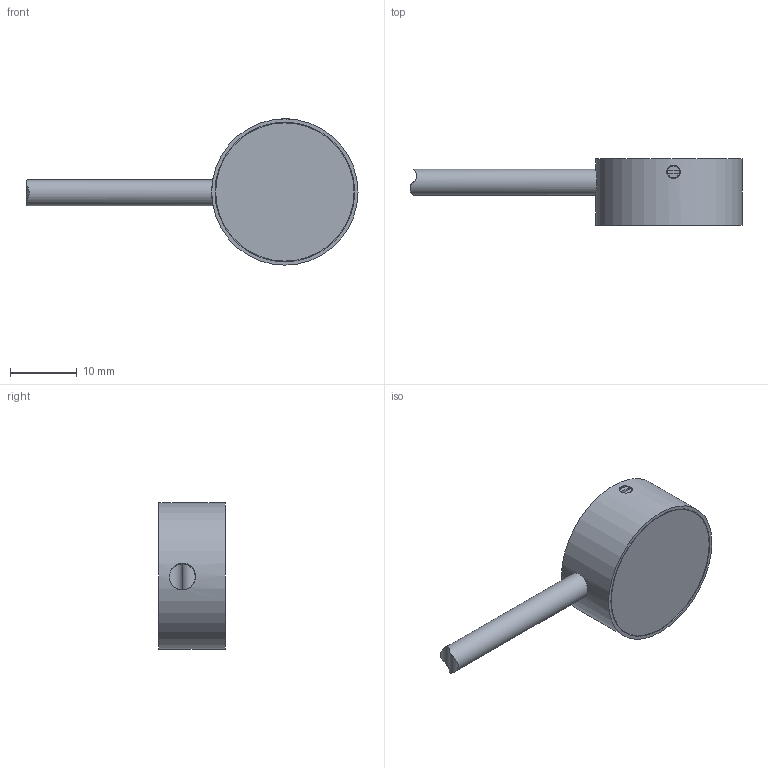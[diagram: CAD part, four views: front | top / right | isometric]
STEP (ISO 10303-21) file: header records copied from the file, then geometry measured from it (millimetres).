
FILE_DESCRIPTION(/* description */ (''),/* implementation_level */ '2;1');
FILE_NAME(/* name */ '406120_Shrinkwrap_1.stp',/* time_stamp */ '2021-07-20T11:32:16+02:00',/* author */ ('Krieger Anja'),/* organization */ (''),/* preprocessor_version */ 'ST-DEVELOPER v18.1',/* originating_system */ 'Autodesk Inventor 2021',/* authorisation */ '');
FILE_SCHEMA (('AUTOMOTIVE_DESIGN { 1 0 10303 214 3 1 1 }'));
Length unit declared in the file: millimetre
Products named in the file (1): 406120_Shrinkwrap_1
Bounding box: 49.92 x 10 x 22 mm (x, y, z)
Volume: 1554.1 mm3; surface area: 4416 mm2
Topology: 1 solids, 1 shells, 37 faces, 107 edges, 73 vertices
Faces by surface type: plane 21, cylinder 15, bspline 1
Full cylindrical faces by diameter (mm): 1.8 x1, 2 x2, 3 x2, 3.9 x1, 4 x1, 19.6 x1, 20.8 x1, 21 x1, 22 x1
Entity records: 1684 total; most frequent: CARTESIAN_POINT 604, ORIENTED_EDGE 212, DIRECTION 175, EDGE_CURVE 106, VERTEX_POINT 73, AXIS2_PLACEMENT_3D 65, EDGE_LOOP 49, LINE 45
